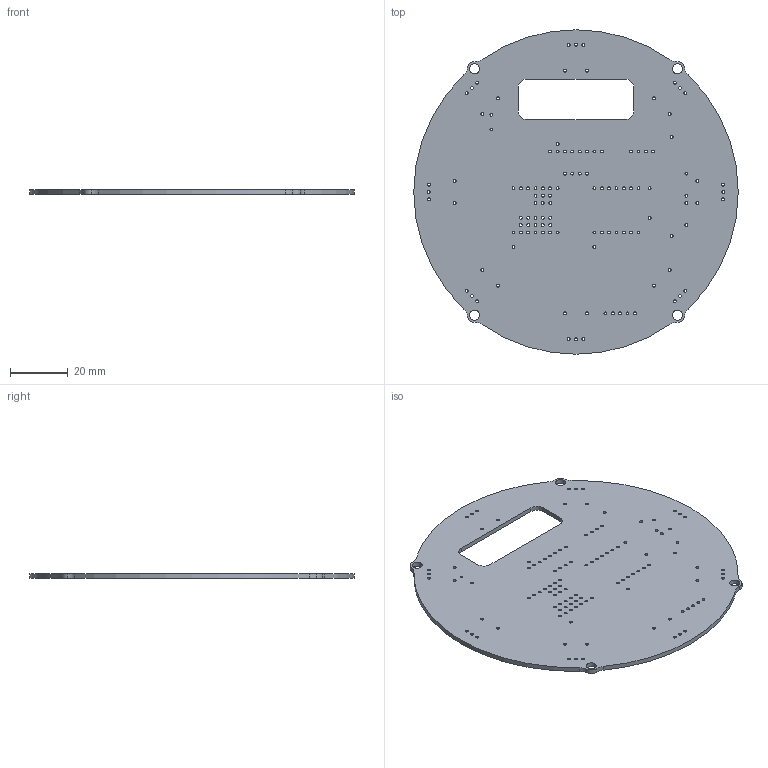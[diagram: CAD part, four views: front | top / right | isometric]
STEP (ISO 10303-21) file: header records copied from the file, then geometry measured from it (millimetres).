
FILE_DESCRIPTION(('KiCad electronic assembly'),'2;1');
FILE_NAME('IR______LCD___.step','2024-09-18T16:54:18',('Pcbnew'),( 'Kicad'),'Open CASCADE STEP processor 7.6','KiCad to STEP converter' ,'Unknown');
FILE_SCHEMA(('AUTOMOTIVE_DESIGN { 1 0 10303 214 1 1 1 1 }'));
Length unit declared in the file: millimetre
Products named in the file (2): IR______LCD___ 1; IRã»ã¸ã£ã¤ã­ã»LCDç¨åºç¤ PCB
Assembly tree (1 placements, depth 2):
  IR______LCD___ 1
    IRã»ã¸ã£ã¤ã­ã»LCDç¨åºç¤ PCB
Bounding box: 112 x 112 x 1.6 mm (x, y, z)
Volume: 14708.1 mm3; surface area: 19781.7 mm2
Topology: 1 solids, 1 shells, 148 faces, 438 edges, 292 vertices
Faces by surface type: cylinder 142, plane 6
Full cylindrical faces by diameter (mm): 1 x118, 3.5 x4
Entity records: 12211 total; most frequent: CARTESIAN_POINT 3460, DIRECTION 1614, ORIENTED_EDGE 876, PCURVE 876, DEFINITIONAL_REPRESENTATION 876, LINE 746, VECTOR 746, EDGE_CURVE 438
